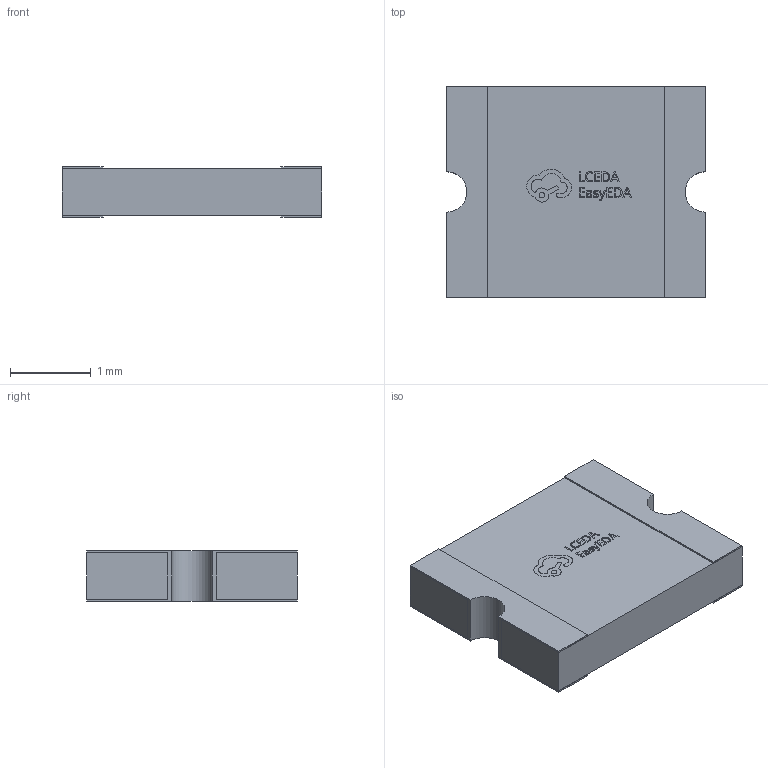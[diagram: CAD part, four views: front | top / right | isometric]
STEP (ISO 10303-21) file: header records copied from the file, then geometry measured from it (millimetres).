
FILE_DESCRIPTION (( 'STEP AP214' ), '1' );
FILE_NAME ('F1210_L3.2-W2.6-H0.6.step', '2022-06-28T10:37:29', ( '' ), ( '' ), 'SwSTEP 2.0', 'SolidWorks 2020', '' );
FILE_SCHEMA (( 'AUTOMOTIVE_DESIGN' ));
Length unit declared in the file: millimetre
Products named in the file (1): F1210_L3.2-W2.6-H0.6
Bounding box: 3.2 x 2.6 x 0.62 mm (x, y, z)
Volume: 4.8 mm3; surface area: 23.9 mm2
Topology: 1 solids, 1 shells, 318 faces, 870 edges, 580 vertices
Faces by surface type: plane 199, bspline 112, cylinder 7
Entity records: 14041 total; most frequent: CARTESIAN_POINT 3873, ORIENTED_EDGE 1740, DIRECTION 1070, EDGE_CURVE 870, LINE 628, VECTOR 628, VERTEX_POINT 580, EDGE_LOOP 344
